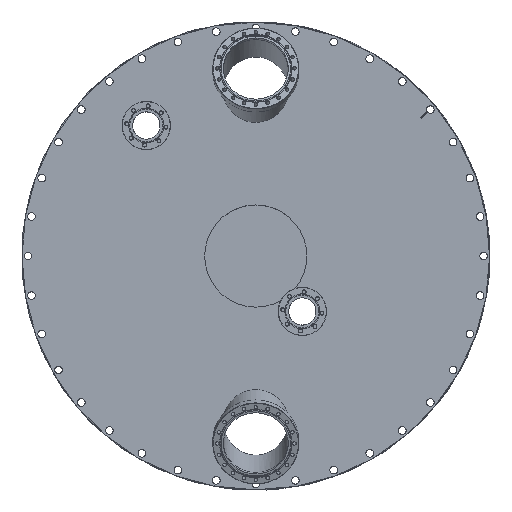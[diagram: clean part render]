
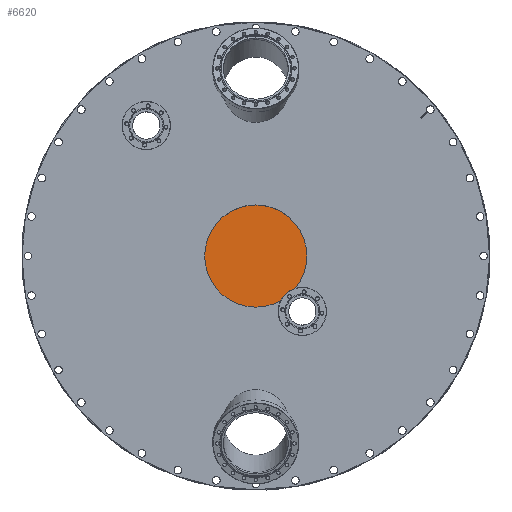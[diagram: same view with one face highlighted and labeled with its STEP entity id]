
A CAD part, top view. The second image highlights one B-rep face of the part: STEP entity #6620.
In plain terms, the highlighted planar face has unit normal (0, 0, 1).
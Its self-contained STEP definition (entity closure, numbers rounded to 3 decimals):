
#6588=CARTESIAN_POINT('',(120.0,0.,18.0));
#6589=VERTEX_POINT('',#6588);
#6590=CARTESIAN_POINT('',(0.0,0.0,18.0));
#6591=DIRECTION('',(0.0,0.0,1.0));
#6592=DIRECTION('',(-1.0,0.0,0.0));
#6593=AXIS2_PLACEMENT_3D('',#6590,#6591,#6592);
#6594=CIRCLE('',#6593,120.0);
#6595=EDGE_CURVE('',#6589,#6589,#6594,.T.);
#6612=CARTESIAN_POINT('',(0.0,0.0,18.0));
#6613=DIRECTION('',(0.0,0.0,-1.0));
#6614=DIRECTION('',(-1.0,0.0,0.0));
#6615=AXIS2_PLACEMENT_3D('',#6612,#6613,#6614);
#6616=PLANE('',#6615);
#6617=ORIENTED_EDGE('',*,*,#6595,.T.);
#6618=EDGE_LOOP('',(#6617));
#6619=FACE_OUTER_BOUND('',#6618,.T.);
#6620=ADVANCED_FACE('',(#6619),#6616,.F.);
